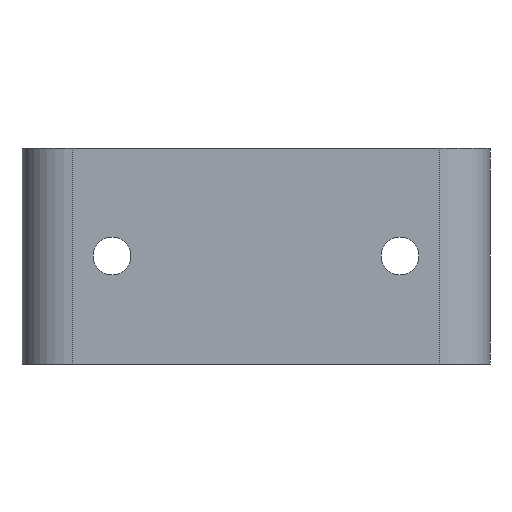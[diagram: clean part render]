
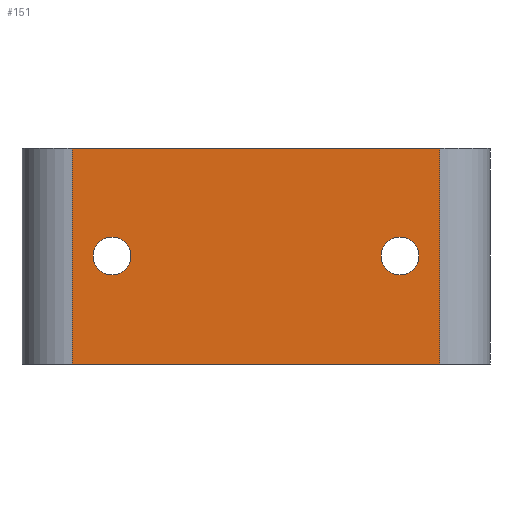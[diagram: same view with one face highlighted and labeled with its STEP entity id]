
A CAD part, front view. The second image highlights one B-rep face of the part: STEP entity #151.
In plain terms, the highlighted planar face has unit normal (0, -1, 0).
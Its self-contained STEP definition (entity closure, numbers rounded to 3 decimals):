
#9 = FACE_BOUND ( 'NONE', #844, .T. ) ;
#22 = VERTEX_POINT ( 'NONE', #535 ) ;
#24 = CARTESIAN_POINT ( 'NONE',  ( 40., 0., 35.25 ) ) ;
#25 = CARTESIAN_POINT ( 'NONE',  ( 51., 0., 60. ) ) ;
#38 = VECTOR ( 'NONE', #622, 1000. ) ;
#70 = ORIENTED_EDGE ( 'NONE', *, *, #182, .T. ) ;
#74 = ORIENTED_EDGE ( 'NONE', *, *, #81, .F. ) ;
#81 = EDGE_CURVE ( 'NONE', #582, #22, #560, .T. ) ;
#87 = LINE ( 'NONE', #691, #744 ) ;
#95 = AXIS2_PLACEMENT_3D ( 'NONE', #143, #699, #407 ) ;
#104 = ORIENTED_EDGE ( 'NONE', *, *, #872, .T. ) ;
#143 = CARTESIAN_POINT ( 'NONE',  ( 40., 0., 30. ) ) ;
#149 = AXIS2_PLACEMENT_3D ( 'NONE', #479, #823, #839 ) ;
#151 = ADVANCED_FACE ( 'NONE', ( #562, #9, #222 ), #552, .F. ) ;
#160 = CARTESIAN_POINT ( 'NONE',  ( -51., 0., 0. ) ) ;
#172 = DIRECTION ( 'NONE',  ( 0., 0., 1. ) ) ;
#182 = EDGE_CURVE ( 'NONE', #858, #22, #87, .T. ) ;
#188 = LINE ( 'NONE', #594, #284 ) ;
#202 = EDGE_CURVE ( 'NONE', #850, #661, #471, .T. ) ;
#206 = CIRCLE ( 'NONE', #455, 5.25 ) ;
#222 = FACE_OUTER_BOUND ( 'NONE', #256, .T. ) ;
#232 = AXIS2_PLACEMENT_3D ( 'NONE', #711, #504, #172 ) ;
#256 = EDGE_LOOP ( 'NONE', ( #70, #74, #540, #718 ) ) ;
#262 = CIRCLE ( 'NONE', #427, 5.25 ) ;
#267 = EDGE_CURVE ( 'NONE', #661, #850, #275, .T. ) ;
#275 = CIRCLE ( 'NONE', #232, 5.25 ) ;
#278 = CARTESIAN_POINT ( 'NONE',  ( -40., 0., 24.75 ) ) ;
#283 = DIRECTION ( 'NONE',  ( 0., 0., 1. ) ) ;
#284 = VECTOR ( 'NONE', #384, 1000. ) ;
#296 = DIRECTION ( 'NONE',  ( 1., 0., 0. ) ) ;
#331 = VERTEX_POINT ( 'NONE', #278 ) ;
#341 = ORIENTED_EDGE ( 'NONE', *, *, #548, .T. ) ;
#344 = DIRECTION ( 'NONE',  ( 1., 0., 0. ) ) ;
#346 = CARTESIAN_POINT ( 'NONE',  ( -51., 0., 60. ) ) ;
#384 = DIRECTION ( 'NONE',  ( 0., 0., -1. ) ) ;
#407 = DIRECTION ( 'NONE',  ( 0., 0., 1. ) ) ;
#413 = ORIENTED_EDGE ( 'NONE', *, *, #202, .T. ) ;
#427 = AXIS2_PLACEMENT_3D ( 'NONE', #488, #838, #705 ) ;
#455 = AXIS2_PLACEMENT_3D ( 'NONE', #764, #703, #283 ) ;
#466 = VERTEX_POINT ( 'NONE', #721 ) ;
#471 = CIRCLE ( 'NONE', #95, 5.25 ) ;
#479 = CARTESIAN_POINT ( 'NONE',  ( -51., 0., 60. ) ) ;
#488 = CARTESIAN_POINT ( 'NONE',  ( -40., 0., 30. ) ) ;
#491 = LINE ( 'NONE', #346, #784 ) ;
#504 = DIRECTION ( 'NONE',  ( 0., 1., 0. ) ) ;
#516 = EDGE_CURVE ( 'NONE', #852, #582, #491, .T. ) ;
#535 = CARTESIAN_POINT ( 'NONE',  ( 51., 0., 0. ) ) ;
#540 = ORIENTED_EDGE ( 'NONE', *, *, #516, .F. ) ;
#548 = EDGE_CURVE ( 'NONE', #466, #331, #206, .T. ) ;
#552 = PLANE ( 'NONE',  #149 ) ;
#560 = LINE ( 'NONE', #25, #38 ) ;
#562 = FACE_BOUND ( 'NONE', #630, .T. ) ;
#582 = VERTEX_POINT ( 'NONE', #657 ) ;
#594 = CARTESIAN_POINT ( 'NONE',  ( -51., 0., 60. ) ) ;
#622 = DIRECTION ( 'NONE',  ( 0., 0., -1. ) ) ;
#625 = EDGE_CURVE ( 'NONE', #852, #858, #188, .T. ) ;
#630 = EDGE_LOOP ( 'NONE', ( #413, #749 ) ) ;
#646 = CARTESIAN_POINT ( 'NONE',  ( -51., 0., 60. ) ) ;
#657 = CARTESIAN_POINT ( 'NONE',  ( 51., 0., 60. ) ) ;
#661 = VERTEX_POINT ( 'NONE', #794 ) ;
#691 = CARTESIAN_POINT ( 'NONE',  ( -51., 0., 0. ) ) ;
#699 = DIRECTION ( 'NONE',  ( 0., 1., 0. ) ) ;
#703 = DIRECTION ( 'NONE',  ( 0., 1., 0. ) ) ;
#705 = DIRECTION ( 'NONE',  ( 0., 0., 1. ) ) ;
#711 = CARTESIAN_POINT ( 'NONE',  ( 40., 0., 30. ) ) ;
#718 = ORIENTED_EDGE ( 'NONE', *, *, #625, .T. ) ;
#721 = CARTESIAN_POINT ( 'NONE',  ( -40., 0., 35.25 ) ) ;
#744 = VECTOR ( 'NONE', #344, 1000. ) ;
#749 = ORIENTED_EDGE ( 'NONE', *, *, #267, .T. ) ;
#764 = CARTESIAN_POINT ( 'NONE',  ( -40., 0., 30. ) ) ;
#784 = VECTOR ( 'NONE', #296, 1000. ) ;
#794 = CARTESIAN_POINT ( 'NONE',  ( 40., 0., 24.75 ) ) ;
#823 = DIRECTION ( 'NONE',  ( 0., 1., 0. ) ) ;
#838 = DIRECTION ( 'NONE',  ( 0., 1., 0. ) ) ;
#839 = DIRECTION ( 'NONE',  ( 0., 0., 1. ) ) ;
#844 = EDGE_LOOP ( 'NONE', ( #341, #104 ) ) ;
#850 = VERTEX_POINT ( 'NONE', #24 ) ;
#852 = VERTEX_POINT ( 'NONE', #646 ) ;
#858 = VERTEX_POINT ( 'NONE', #160 ) ;
#872 = EDGE_CURVE ( 'NONE', #331, #466, #262, .T. ) ;
